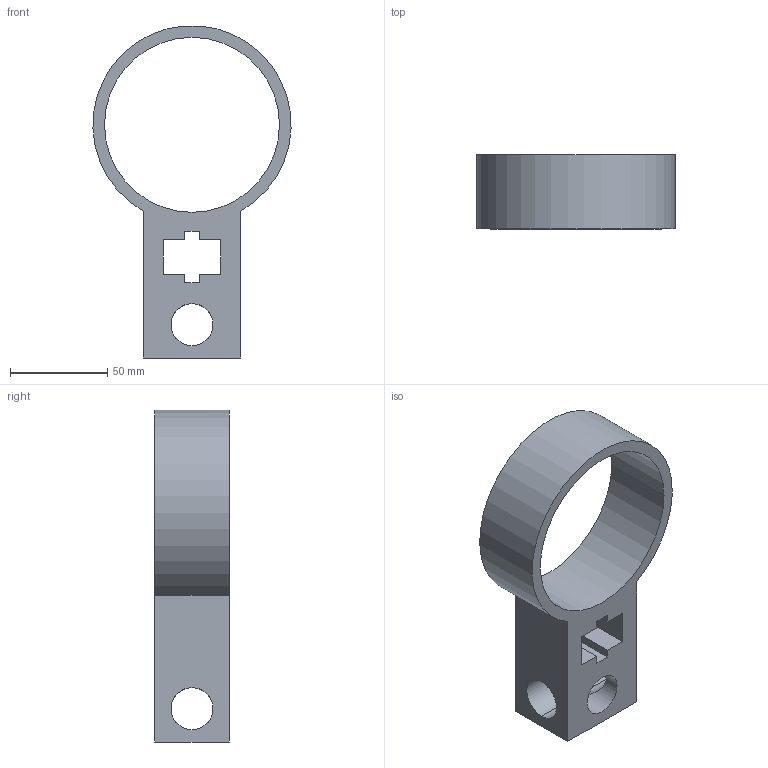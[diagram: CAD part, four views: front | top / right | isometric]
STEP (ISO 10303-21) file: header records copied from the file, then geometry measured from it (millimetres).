
FILE_DESCRIPTION((''),'2;1');
FILE_NAME('RING_CLAMPV05','2020-12-09T18:57:59',('Aloai'),(''),'CREO PARAMETRIC BY PTC INC, 2019224','CREO PARAMETRIC BY PTC INC, 2019224','');
FILE_SCHEMA(('CONFIG_CONTROL_DESIGN'));
Length unit declared in the file: millimetre
Products named in the file (1): RING_CLAMPV05
Bounding box: 101.92 x 38.1 x 170.78 mm (x, y, z)
Volume: 156359.7 mm3; surface area: 45103.1 mm2
Topology: 1 solids, 1 shells, 28 faces, 78 edges, 50 vertices
Faces by surface type: plane 17, cylinder 11
Entity records: 1012 total; most frequent: CARTESIAN_POINT 238, ORIENTED_EDGE 156, DIRECTION 140, EDGE_CURVE 78, VECTOR 56, LINE 56, VERTEX_POINT 50, AXIS2_PLACEMENT_3D 42
